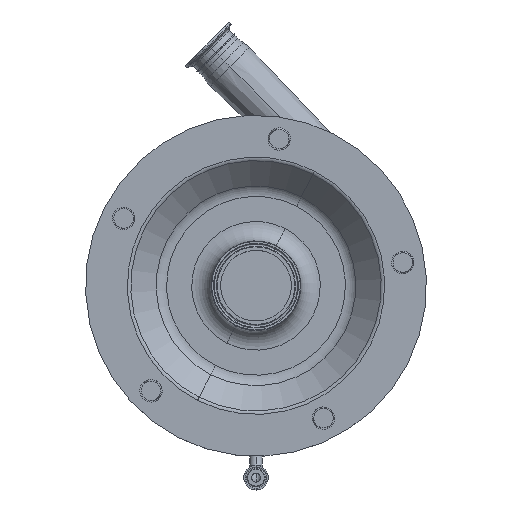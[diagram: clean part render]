
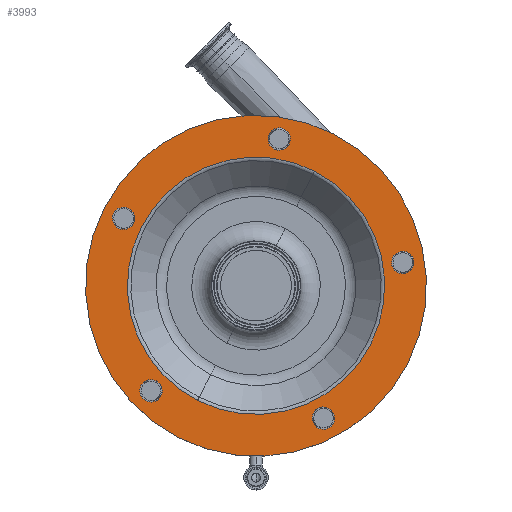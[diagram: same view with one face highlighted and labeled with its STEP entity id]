
A CAD part, top view. The second image highlights one B-rep face of the part: STEP entity #3993.
In plain terms, the highlighted planar face has unit normal (0, 0, 1).
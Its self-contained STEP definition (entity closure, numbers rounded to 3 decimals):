
#31 = DIRECTION ( 'NONE',  ( 0., 0., -1. ) ) ;
#42 = DIRECTION ( 'NONE',  ( 0.454, 0.891, 0. ) ) ;
#45 = EDGE_CURVE ( 'NONE', #8076, #7418, #10959, .T. ) ;
#129 = CIRCLE ( 'NONE', #7172, 11.5 ) ;
#204 = FACE_BOUND ( 'NONE', #11412, .T. ) ;
#233 = CARTESIAN_POINT ( 'NONE',  ( 64.013, -146.125, 321.5 ) ) ;
#264 = PLANE ( 'NONE',  #7846 ) ;
#379 = CARTESIAN_POINT ( 'NONE',  ( -135.878, 69.234, 321.5 ) ) ;
#486 = EDGE_LOOP ( 'NONE', ( #5440, #10135 ) ) ;
#599 = ORIENTED_EDGE ( 'NONE', *, *, #13291, .F. ) ;
#697 = CARTESIAN_POINT ( 'NONE',  ( -107.834, -107.834, 321.5 ) ) ;
#841 = AXIS2_PLACEMENT_3D ( 'NONE', #8915, #5012, #11069 ) ;
#947 = EDGE_CURVE ( 'NONE', #7418, #8076, #5021, .T. ) ;
#1131 = EDGE_CURVE ( 'NONE', #1616, #2263, #4817, .T. ) ;
#1220 = FACE_BOUND ( 'NONE', #486, .T. ) ;
#1247 = ORIENTED_EDGE ( 'NONE', *, *, #9111, .F. ) ;
#1282 = AXIS2_PLACEMENT_3D ( 'NONE', #6673, #5771, #5704 ) ;
#1295 = FACE_OUTER_BOUND ( 'NONE', #8217, .T. ) ;
#1329 = DIRECTION ( 'NONE',  ( 0.454, 0.891, 0. ) ) ;
#1335 = CIRCLE ( 'NONE', #8365, 132.071 ) ;
#1499 = CIRCLE ( 'NONE', #1282, 11.5 ) ;
#1558 = CARTESIAN_POINT ( 'NONE',  ( -141.099, 58.987, 321.5 ) ) ;
#1616 = VERTEX_POINT ( 'NONE', #5155 ) ;
#1772 = DIRECTION ( 'NONE',  ( -0.454, -0.891, 0. ) ) ;
#1786 = DIRECTION ( 'NONE',  ( 0., 0., 1. ) ) ;
#1835 = CARTESIAN_POINT ( 'NONE',  ( 29.077, 160.869, 321.5 ) ) ;
#1861 = CIRCLE ( 'NONE', #6926, 11.5 ) ;
#1875 = DIRECTION ( 'NONE',  ( 0., 0., -1. ) ) ;
#1907 = CARTESIAN_POINT ( 'NONE',  ( 59.959, 117.676, 321.5 ) ) ;
#2006 = CARTESIAN_POINT ( 'NONE',  ( 0., 0., 321.5 ) ) ;
#2076 = AXIS2_PLACEMENT_3D ( 'NONE', #13168, #12343, #2742 ) ;
#2115 = EDGE_CURVE ( 'NONE', #7679, #12230, #5273, .T. ) ;
#2238 = VERTEX_POINT ( 'NONE', #233 ) ;
#2257 = VERTEX_POINT ( 'NONE', #9578 ) ;
#2263 = VERTEX_POINT ( 'NONE', #7318 ) ;
#2390 = AXIS2_PLACEMENT_3D ( 'NONE', #13647, #5336, #42 ) ;
#2460 = ORIENTED_EDGE ( 'NONE', *, *, #12323, .F. ) ;
#2523 = DIRECTION ( 'NONE',  ( 0., 0., 1. ) ) ;
#2661 = EDGE_LOOP ( 'NONE', ( #10093, #7149 ) ) ;
#2674 = CARTESIAN_POINT ( 'NONE',  ( 150.622, 23.856, 321.5 ) ) ;
#2742 = DIRECTION ( 'NONE',  ( 0.454, 0.891, 0. ) ) ;
#2873 = EDGE_CURVE ( 'NONE', #10039, #11123, #1335, .T. ) ;
#2931 = DIRECTION ( 'NONE',  ( 0.454, 0.891, 0. ) ) ;
#3127 = EDGE_CURVE ( 'NONE', #2263, #1616, #8276, .T. ) ;
#3165 = DIRECTION ( 'NONE',  ( -0.454, -0.891, 0. ) ) ;
#3472 = AXIS2_PLACEMENT_3D ( 'NONE', #8354, #31, #12590 ) ;
#3765 = ORIENTED_EDGE ( 'NONE', *, *, #3855, .T. ) ;
#3814 = DIRECTION ( 'NONE',  ( 0., 0., -1. ) ) ;
#3855 = EDGE_CURVE ( 'NONE', #11123, #10039, #9400, .T. ) ;
#3912 = CARTESIAN_POINT ( 'NONE',  ( 23.856, 150.622, 321.5 ) ) ;
#3993 = ADVANCED_FACE ( 'NONE', ( #8266, #10665, #1220, #6158, #9692, #1295, #204 ), #264, .F. ) ;
#4097 = AXIS2_PLACEMENT_3D ( 'NONE', #379, #10786, #9671 ) ;
#4295 = ORIENTED_EDGE ( 'NONE', *, *, #7725, .F. ) ;
#4404 = CARTESIAN_POINT ( 'NONE',  ( -155.926, 79.448, 321.5 ) ) ;
#4747 = DIRECTION ( 'NONE',  ( 0.454, 0.891, 0. ) ) ;
#4759 = VERTEX_POINT ( 'NONE', #1835 ) ;
#4817 = CIRCLE ( 'NONE', #2390, 11.5 ) ;
#4882 = ORIENTED_EDGE ( 'NONE', *, *, #7485, .F. ) ;
#5012 = DIRECTION ( 'NONE',  ( 0., 0., 1. ) ) ;
#5021 = CIRCLE ( 'NONE', #841, 11.5 ) ;
#5155 = CARTESIAN_POINT ( 'NONE',  ( 155.843, 34.103, 321.5 ) ) ;
#5273 = CIRCLE ( 'NONE', #13218, 175. ) ;
#5274 = VERTEX_POINT ( 'NONE', #13329 ) ;
#5320 = CARTESIAN_POINT ( 'NONE',  ( 23.856, 150.622, 321.5 ) ) ;
#5336 = DIRECTION ( 'NONE',  ( 0., 0., 1. ) ) ;
#5440 = ORIENTED_EDGE ( 'NONE', *, *, #1131, .F. ) ;
#5681 = CARTESIAN_POINT ( 'NONE',  ( -113.055, -118.08, 321.5 ) ) ;
#5704 = DIRECTION ( 'NONE',  ( 0.454, 0.891, 0. ) ) ;
#5771 = DIRECTION ( 'NONE',  ( 0., 0., 1. ) ) ;
#6158 = FACE_BOUND ( 'NONE', #13224, .T. ) ;
#6336 = AXIS2_PLACEMENT_3D ( 'NONE', #7013, #11213, #1772 ) ;
#6564 = ORIENTED_EDGE ( 'NONE', *, *, #7611, .F. ) ;
#6673 = CARTESIAN_POINT ( 'NONE',  ( -135.878, 69.234, 321.5 ) ) ;
#6727 = DIRECTION ( 'NONE',  ( 0.454, 0.891, 0. ) ) ;
#6926 = AXIS2_PLACEMENT_3D ( 'NONE', #3912, #7964, #4747 ) ;
#7013 = CARTESIAN_POINT ( 'NONE',  ( 0., 0., 321.5 ) ) ;
#7149 = ORIENTED_EDGE ( 'NONE', *, *, #45, .F. ) ;
#7172 = AXIS2_PLACEMENT_3D ( 'NONE', #5320, #12986, #1329 ) ;
#7212 = CARTESIAN_POINT ( 'NONE',  ( 18.635, 140.376, 321.5 ) ) ;
#7240 = DIRECTION ( 'NONE',  ( 0., 0., -1. ) ) ;
#7318 = CARTESIAN_POINT ( 'NONE',  ( 145.402, 13.61, 321.5 ) ) ;
#7348 = CIRCLE ( 'NONE', #2076, 11.5 ) ;
#7418 = VERTEX_POINT ( 'NONE', #13029 ) ;
#7485 = EDGE_CURVE ( 'NONE', #5274, #2238, #7348, .T. ) ;
#7611 = EDGE_CURVE ( 'NONE', #4759, #9501, #1861, .T. ) ;
#7679 = VERTEX_POINT ( 'NONE', #9410 ) ;
#7725 = EDGE_CURVE ( 'NONE', #2238, #5274, #12215, .T. ) ;
#7789 = CARTESIAN_POINT ( 'NONE',  ( 0., 0., 321.5 ) ) ;
#7846 = AXIS2_PLACEMENT_3D ( 'NONE', #4404, #1875, #13544 ) ;
#7960 = CARTESIAN_POINT ( 'NONE',  ( -59.959, -117.676, 321.5 ) ) ;
#7964 = DIRECTION ( 'NONE',  ( 0., 0., 1. ) ) ;
#8076 = VERTEX_POINT ( 'NONE', #5681 ) ;
#8217 = EDGE_LOOP ( 'NONE', ( #2460, #12356 ) ) ;
#8266 = FACE_BOUND ( 'NONE', #2661, .T. ) ;
#8276 = CIRCLE ( 'NONE', #13596, 11.5 ) ;
#8286 = AXIS2_PLACEMENT_3D ( 'NONE', #697, #1786, #11291 ) ;
#8354 = CARTESIAN_POINT ( 'NONE',  ( 0., 0., 321.5 ) ) ;
#8365 = AXIS2_PLACEMENT_3D ( 'NONE', #2006, #7240, #3165 ) ;
#8568 = EDGE_CURVE ( 'NONE', #12329, #2257, #8903, .T. ) ;
#8755 = ORIENTED_EDGE ( 'NONE', *, *, #2873, .T. ) ;
#8903 = CIRCLE ( 'NONE', #4097, 11.5 ) ;
#8915 = CARTESIAN_POINT ( 'NONE',  ( -107.834, -107.834, 321.5 ) ) ;
#9060 = CARTESIAN_POINT ( 'NONE',  ( -79.448, -155.926, 321.5 ) ) ;
#9111 = EDGE_CURVE ( 'NONE', #9501, #4759, #129, .T. ) ;
#9142 = EDGE_LOOP ( 'NONE', ( #8755, #3765 ) ) ;
#9400 = CIRCLE ( 'NONE', #3472, 132.071 ) ;
#9410 = CARTESIAN_POINT ( 'NONE',  ( 79.448, 155.926, 321.5 ) ) ;
#9501 = VERTEX_POINT ( 'NONE', #7212 ) ;
#9548 = AXIS2_PLACEMENT_3D ( 'NONE', #12807, #2523, #6727 ) ;
#9578 = CARTESIAN_POINT ( 'NONE',  ( -130.658, 79.48, 321.5 ) ) ;
#9671 = DIRECTION ( 'NONE',  ( 0.454, 0.891, 0. ) ) ;
#9692 = FACE_BOUND ( 'NONE', #9142, .T. ) ;
#9980 = ORIENTED_EDGE ( 'NONE', *, *, #8568, .F. ) ;
#10039 = VERTEX_POINT ( 'NONE', #7960 ) ;
#10093 = ORIENTED_EDGE ( 'NONE', *, *, #947, .F. ) ;
#10135 = ORIENTED_EDGE ( 'NONE', *, *, #3127, .F. ) ;
#10648 = EDGE_LOOP ( 'NONE', ( #4882, #4295 ) ) ;
#10665 = FACE_BOUND ( 'NONE', #10648, .T. ) ;
#10786 = DIRECTION ( 'NONE',  ( 0., 0., 1. ) ) ;
#10959 = CIRCLE ( 'NONE', #8286, 11.5 ) ;
#11069 = DIRECTION ( 'NONE',  ( 0.454, 0.891, 0. ) ) ;
#11123 = VERTEX_POINT ( 'NONE', #1907 ) ;
#11213 = DIRECTION ( 'NONE',  ( 0., 0., -1. ) ) ;
#11291 = DIRECTION ( 'NONE',  ( 0.454, 0.891, 0. ) ) ;
#11412 = EDGE_LOOP ( 'NONE', ( #599, #9980 ) ) ;
#11416 = DIRECTION ( 'NONE',  ( 0., 0., 1. ) ) ;
#12215 = CIRCLE ( 'NONE', #9548, 11.5 ) ;
#12230 = VERTEX_POINT ( 'NONE', #9060 ) ;
#12233 = DIRECTION ( 'NONE',  ( -0.454, -0.891, 0. ) ) ;
#12323 = EDGE_CURVE ( 'NONE', #12230, #7679, #12945, .T. ) ;
#12329 = VERTEX_POINT ( 'NONE', #1558 ) ;
#12343 = DIRECTION ( 'NONE',  ( 0., 0., 1. ) ) ;
#12356 = ORIENTED_EDGE ( 'NONE', *, *, #2115, .F. ) ;
#12590 = DIRECTION ( 'NONE',  ( -0.454, -0.891, 0. ) ) ;
#12807 = CARTESIAN_POINT ( 'NONE',  ( 69.234, -135.878, 321.5 ) ) ;
#12945 = CIRCLE ( 'NONE', #6336, 175. ) ;
#12986 = DIRECTION ( 'NONE',  ( 0., 0., 1. ) ) ;
#13029 = CARTESIAN_POINT ( 'NONE',  ( -102.613, -97.587, 321.5 ) ) ;
#13168 = CARTESIAN_POINT ( 'NONE',  ( 69.234, -135.878, 321.5 ) ) ;
#13218 = AXIS2_PLACEMENT_3D ( 'NONE', #7789, #3814, #12233 ) ;
#13224 = EDGE_LOOP ( 'NONE', ( #6564, #1247 ) ) ;
#13291 = EDGE_CURVE ( 'NONE', #2257, #12329, #1499, .T. ) ;
#13329 = CARTESIAN_POINT ( 'NONE',  ( 74.454, -125.632, 321.5 ) ) ;
#13544 = DIRECTION ( 'NONE',  ( -0.454, -0.891, 0. ) ) ;
#13596 = AXIS2_PLACEMENT_3D ( 'NONE', #2674, #11416, #2931 ) ;
#13647 = CARTESIAN_POINT ( 'NONE',  ( 150.622, 23.856, 321.5 ) ) ;
